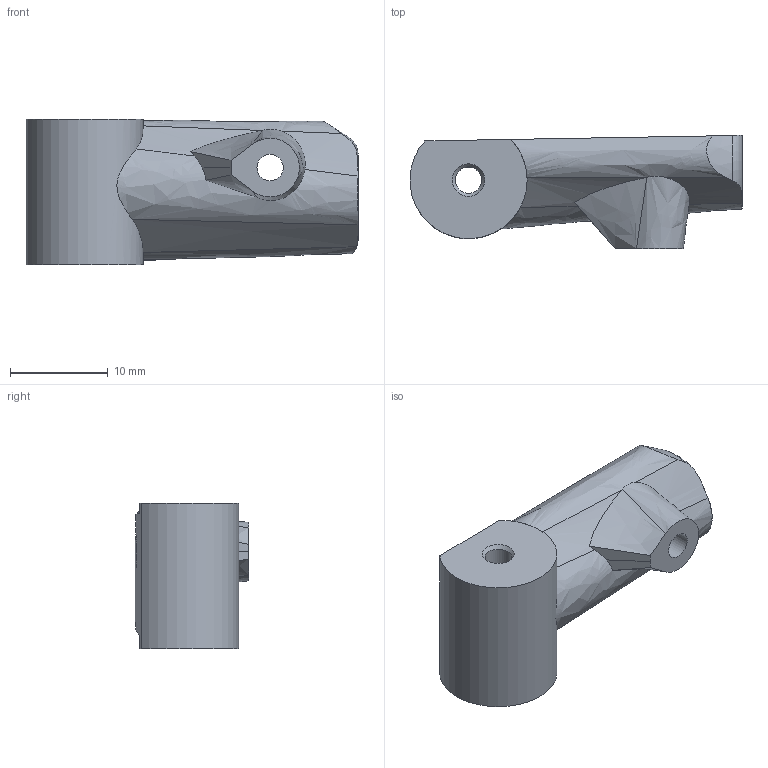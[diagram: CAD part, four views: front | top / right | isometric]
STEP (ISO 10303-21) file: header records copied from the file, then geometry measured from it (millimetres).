
FILE_DESCRIPTION(('FreeCAD Model'),'2;1');
FILE_NAME('Open CASCADE Shape Model','2023-08-08T13:28:52',(''),(''), 'Open CASCADE STEP processor 7.6','FreeCAD','Unknown');
FILE_SCHEMA(('AUTOMOTIVE_DESIGN { 1 0 10303 214 1 1 1 1 }'));
Length unit declared in the file: millimetre
Products named in the file (1): Groove039
Bounding box: 33.99 x 11.58 x 14.9 mm (x, y, z)
Volume: 3391.7 mm3; surface area: 1972.5 mm2
Topology: 1 solids, 1 shells, 31 faces, 81 edges, 54 vertices
Faces by surface type: bspline 11, plane 7, cylinder 5, cone 5, revolution 3
Full cylindrical faces by diameter (mm): 2.7 x3, 3.2 x1
Entity records: 4006 total; most frequent: CARTESIAN_POINT 2578, DIRECTION 185, ORIENTED_EDGE 162, PCURVE 162, DEFINITIONAL_REPRESENTATION 162, B_SPLINE_CURVE_WITH_KNOTS 116, LINE 88, VECTOR 88
